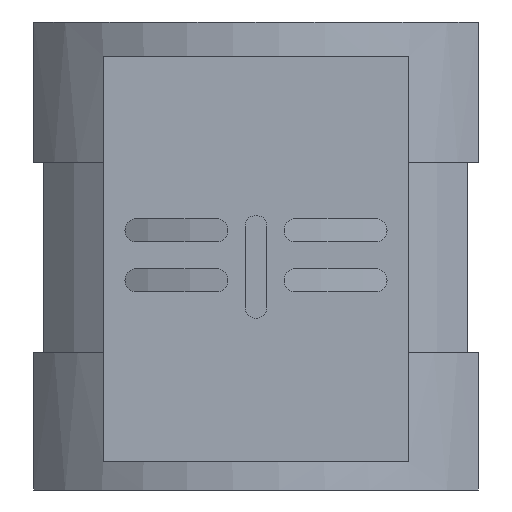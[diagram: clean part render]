
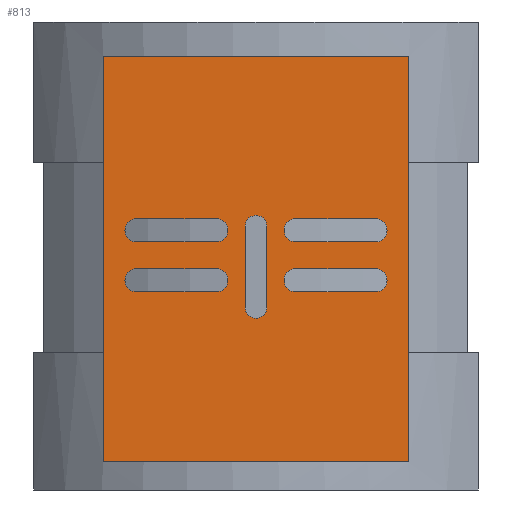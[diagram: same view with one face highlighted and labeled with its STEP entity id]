
A CAD part, front view. The second image highlights one B-rep face of the part: STEP entity #813.
In plain terms, the highlighted planar face has unit normal (0, -1, 0).
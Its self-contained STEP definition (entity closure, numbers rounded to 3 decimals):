
#34=FACE_BOUND('',#146,.T.);
#35=FACE_BOUND('',#147,.T.);
#36=FACE_BOUND('',#148,.T.);
#37=FACE_BOUND('',#149,.T.);
#38=FACE_BOUND('',#150,.T.);
#56=CIRCLE('',#861,3.75);
#57=CIRCLE('',#864,3.75);
#58=CIRCLE('',#867,3.75);
#59=CIRCLE('',#870,3.75);
#60=CIRCLE('',#872,3.75);
#61=CIRCLE('',#875,3.75);
#62=CIRCLE('',#878,3.75);
#63=CIRCLE('',#881,3.75);
#64=CIRCLE('',#885,3.5);
#65=CIRCLE('',#888,3.5);
#101=FACE_OUTER_BOUND('',#145,.T.);
#145=EDGE_LOOP('',(#684,#685,#686,#687));
#146=EDGE_LOOP('',(#688,#689,#690,#691));
#147=EDGE_LOOP('',(#692,#693,#694,#695));
#148=EDGE_LOOP('',(#696,#697,#698,#699));
#149=EDGE_LOOP('',(#700,#701,#702,#703));
#150=EDGE_LOOP('',(#704,#705,#706,#707));
#192=LINE('',#1241,#277);
#196=LINE('',#1250,#281);
#198=LINE('',#1257,#283);
#202=LINE('',#1266,#287);
#206=LINE('',#1278,#291);
#208=LINE('',#1284,#293);
#212=LINE('',#1294,#297);
#214=LINE('',#1300,#299);
#216=LINE('',#1305,#301);
#220=LINE('',#1314,#305);
#223=LINE('',#1323,#308);
#227=LINE('',#1330,#312);
#228=LINE('',#1333,#313);
#231=LINE('',#1337,#316);
#277=VECTOR('',#990,10.);
#281=VECTOR('',#1000,10.);
#283=VECTOR('',#1008,10.);
#287=VECTOR('',#1018,10.);
#291=VECTOR('',#1032,10.);
#293=VECTOR('',#1040,10.);
#297=VECTOR('',#1050,10.);
#299=VECTOR('',#1058,10.);
#301=VECTOR('',#1062,10.);
#305=VECTOR('',#1072,10.);
#308=VECTOR('',#1081,10.);
#312=VECTOR('',#1089,10.);
#313=VECTOR('',#1092,10.);
#316=VECTOR('',#1097,10.);
#374=VERTEX_POINT('',#1238);
#375=VERTEX_POINT('',#1240);
#376=VERTEX_POINT('',#1244);
#377=VERTEX_POINT('',#1248);
#378=VERTEX_POINT('',#1254);
#379=VERTEX_POINT('',#1256);
#380=VERTEX_POINT('',#1260);
#381=VERTEX_POINT('',#1264);
#382=VERTEX_POINT('',#1270);
#383=VERTEX_POINT('',#1272);
#384=VERTEX_POINT('',#1276);
#385=VERTEX_POINT('',#1280);
#386=VERTEX_POINT('',#1286);
#387=VERTEX_POINT('',#1288);
#388=VERTEX_POINT('',#1292);
#389=VERTEX_POINT('',#1296);
#390=VERTEX_POINT('',#1302);
#391=VERTEX_POINT('',#1304);
#392=VERTEX_POINT('',#1308);
#393=VERTEX_POINT('',#1312);
#395=VERTEX_POINT('',#1320);
#396=VERTEX_POINT('',#1322);
#397=VERTEX_POINT('',#1328);
#398=VERTEX_POINT('',#1332);
#457=EDGE_CURVE('',#375,#374,#192,.T.);
#460=EDGE_CURVE('',#374,#376,#56,.T.);
#462=EDGE_CURVE('',#376,#377,#196,.T.);
#463=EDGE_CURVE('',#377,#375,#57,.T.);
#465=EDGE_CURVE('',#379,#378,#198,.T.);
#468=EDGE_CURVE('',#378,#380,#58,.T.);
#470=EDGE_CURVE('',#380,#381,#202,.T.);
#471=EDGE_CURVE('',#381,#379,#59,.T.);
#473=EDGE_CURVE('',#383,#382,#60,.T.);
#476=EDGE_CURVE('',#382,#384,#206,.T.);
#478=EDGE_CURVE('',#384,#385,#61,.T.);
#479=EDGE_CURVE('',#385,#383,#208,.T.);
#481=EDGE_CURVE('',#387,#386,#62,.T.);
#484=EDGE_CURVE('',#386,#388,#212,.T.);
#486=EDGE_CURVE('',#388,#389,#63,.T.);
#487=EDGE_CURVE('',#389,#387,#214,.T.);
#489=EDGE_CURVE('',#391,#390,#216,.T.);
#492=EDGE_CURVE('',#390,#392,#64,.T.);
#494=EDGE_CURVE('',#392,#393,#220,.T.);
#495=EDGE_CURVE('',#393,#391,#65,.T.);
#498=EDGE_CURVE('',#395,#396,#223,.T.);
#503=EDGE_CURVE('',#397,#395,#227,.T.);
#504=EDGE_CURVE('',#398,#397,#228,.T.);
#507=EDGE_CURVE('',#396,#398,#231,.T.);
#684=ORIENTED_EDGE('',*,*,#507,.F.);
#685=ORIENTED_EDGE('',*,*,#498,.F.);
#686=ORIENTED_EDGE('',*,*,#503,.F.);
#687=ORIENTED_EDGE('',*,*,#504,.F.);
#688=ORIENTED_EDGE('',*,*,#457,.T.);
#689=ORIENTED_EDGE('',*,*,#460,.T.);
#690=ORIENTED_EDGE('',*,*,#462,.T.);
#691=ORIENTED_EDGE('',*,*,#463,.T.);
#692=ORIENTED_EDGE('',*,*,#465,.T.);
#693=ORIENTED_EDGE('',*,*,#468,.T.);
#694=ORIENTED_EDGE('',*,*,#470,.T.);
#695=ORIENTED_EDGE('',*,*,#471,.T.);
#696=ORIENTED_EDGE('',*,*,#473,.T.);
#697=ORIENTED_EDGE('',*,*,#476,.T.);
#698=ORIENTED_EDGE('',*,*,#478,.T.);
#699=ORIENTED_EDGE('',*,*,#479,.T.);
#700=ORIENTED_EDGE('',*,*,#481,.T.);
#701=ORIENTED_EDGE('',*,*,#484,.T.);
#702=ORIENTED_EDGE('',*,*,#486,.T.);
#703=ORIENTED_EDGE('',*,*,#487,.T.);
#704=ORIENTED_EDGE('',*,*,#489,.T.);
#705=ORIENTED_EDGE('',*,*,#492,.T.);
#706=ORIENTED_EDGE('',*,*,#494,.T.);
#707=ORIENTED_EDGE('',*,*,#495,.T.);
#777=PLANE('',#894);
#813=ADVANCED_FACE('',(#101,#34,#35,#36,#37,#38),#777,.F.);
#861=AXIS2_PLACEMENT_3D('',#1246,#995,#996);
#864=AXIS2_PLACEMENT_3D('',#1252,#1003,#1004);
#867=AXIS2_PLACEMENT_3D('',#1262,#1013,#1014);
#870=AXIS2_PLACEMENT_3D('',#1268,#1021,#1022);
#872=AXIS2_PLACEMENT_3D('',#1273,#1026,#1027);
#875=AXIS2_PLACEMENT_3D('',#1282,#1036,#1037);
#878=AXIS2_PLACEMENT_3D('',#1289,#1044,#1045);
#881=AXIS2_PLACEMENT_3D('',#1298,#1054,#1055);
#885=AXIS2_PLACEMENT_3D('',#1310,#1067,#1068);
#888=AXIS2_PLACEMENT_3D('',#1316,#1075,#1076);
#894=AXIS2_PLACEMENT_3D('',#1338,#1098,#1099);
#990=DIRECTION('',(1.,0.,0.));
#995=DIRECTION('center_axis',(0.,1.,0.));
#996=DIRECTION('ref_axis',(-1.,0.,0.));
#1000=DIRECTION('',(-1.,0.,0.));
#1003=DIRECTION('center_axis',(0.,1.,0.));
#1004=DIRECTION('ref_axis',(-1.,0.,0.));
#1008=DIRECTION('',(1.,0.,0.));
#1013=DIRECTION('center_axis',(0.,1.,0.));
#1014=DIRECTION('ref_axis',(-1.,0.,0.));
#1018=DIRECTION('',(-1.,0.,0.));
#1021=DIRECTION('center_axis',(0.,1.,0.));
#1022=DIRECTION('ref_axis',(-1.,0.,0.));
#1026=DIRECTION('center_axis',(0.,1.,0.));
#1027=DIRECTION('ref_axis',(-1.,0.,0.));
#1032=DIRECTION('',(-1.,0.,0.));
#1036=DIRECTION('center_axis',(0.,1.,0.));
#1037=DIRECTION('ref_axis',(-1.,0.,0.));
#1040=DIRECTION('',(1.,0.,0.));
#1044=DIRECTION('center_axis',(0.,1.,0.));
#1045=DIRECTION('ref_axis',(-1.,0.,0.));
#1050=DIRECTION('',(-1.,0.,0.));
#1054=DIRECTION('center_axis',(0.,1.,0.));
#1055=DIRECTION('ref_axis',(-1.,0.,0.));
#1058=DIRECTION('',(1.,0.,0.));
#1062=DIRECTION('',(0.,0.,1.));
#1067=DIRECTION('center_axis',(0.,1.,0.));
#1068=DIRECTION('ref_axis',(-1.,0.,0.));
#1072=DIRECTION('',(0.,0.,-1.));
#1075=DIRECTION('center_axis',(0.,1.,0.));
#1076=DIRECTION('ref_axis',(-1.,0.,0.));
#1081=DIRECTION('',(0.,0.,1.));
#1089=DIRECTION('',(-1.,0.,0.));
#1092=DIRECTION('',(0.,0.,-1.));
#1097=DIRECTION('',(1.,0.,0.));
#1098=DIRECTION('center_axis',(0.,1.,0.));
#1099=DIRECTION('ref_axis',(1.,0.,0.));
#1238=CARTESIAN_POINT('',(38.25,-1.,70.993));
#1240=CARTESIAN_POINT('',(12.75,-1.,70.993));
#1241=CARTESIAN_POINT('',(19.125,-1.,70.993));
#1244=CARTESIAN_POINT('',(38.25,-1.,63.493));
#1246=CARTESIAN_POINT('Origin',(38.25,-1.,67.243));
#1248=CARTESIAN_POINT('',(12.75,-1.,63.493));
#1250=CARTESIAN_POINT('',(6.375,-1.,63.493));
#1252=CARTESIAN_POINT('Origin',(12.75,-1.,67.243));
#1254=CARTESIAN_POINT('',(38.25,-1.,86.993));
#1256=CARTESIAN_POINT('',(12.75,-1.,86.993));
#1257=CARTESIAN_POINT('',(19.125,-1.,86.993));
#1260=CARTESIAN_POINT('',(38.25,-1.,79.493));
#1262=CARTESIAN_POINT('Origin',(38.25,-1.,83.243));
#1264=CARTESIAN_POINT('',(12.75,-1.,79.493));
#1266=CARTESIAN_POINT('',(6.375,-1.,79.493));
#1268=CARTESIAN_POINT('Origin',(12.75,-1.,83.243));
#1270=CARTESIAN_POINT('',(-12.75,-1.,79.493));
#1272=CARTESIAN_POINT('',(-12.75,-1.,86.993));
#1273=CARTESIAN_POINT('Origin',(-12.75,-1.,83.243));
#1276=CARTESIAN_POINT('',(-38.25,-1.,79.493));
#1278=CARTESIAN_POINT('',(-19.125,-1.,79.493));
#1280=CARTESIAN_POINT('',(-38.25,-1.,86.993));
#1282=CARTESIAN_POINT('Origin',(-38.25,-1.,83.243));
#1284=CARTESIAN_POINT('',(-6.375,-1.,86.993));
#1286=CARTESIAN_POINT('',(-12.75,-1.,63.493));
#1288=CARTESIAN_POINT('',(-12.75,-1.,70.993));
#1289=CARTESIAN_POINT('Origin',(-12.75,-1.,67.243));
#1292=CARTESIAN_POINT('',(-38.25,-1.,63.493));
#1294=CARTESIAN_POINT('',(-19.125,-1.,63.493));
#1296=CARTESIAN_POINT('',(-38.25,-1.,70.993));
#1298=CARTESIAN_POINT('Origin',(-38.25,-1.,67.243));
#1300=CARTESIAN_POINT('',(-6.375,-1.,70.993));
#1302=CARTESIAN_POINT('',(-3.5,-1.,84.5));
#1304=CARTESIAN_POINT('',(-3.5,-1.,58.5));
#1305=CARTESIAN_POINT('',(-3.5,-1.,79.25));
#1308=CARTESIAN_POINT('',(3.5,-1.,84.5));
#1310=CARTESIAN_POINT('Origin',(0.,-1.,84.5));
#1312=CARTESIAN_POINT('',(3.5,-1.,58.5));
#1314=CARTESIAN_POINT('',(3.5,-1.,66.25));
#1316=CARTESIAN_POINT('Origin',(0.,-1.,58.5));
#1320=CARTESIAN_POINT('',(-49.,-1.,9.));
#1322=CARTESIAN_POINT('',(-49.,-1.,139.));
#1323=CARTESIAN_POINT('',(-49.,-1.,39.));
#1328=CARTESIAN_POINT('',(49.,-1.,9.));
#1330=CARTESIAN_POINT('',(79.,-1.,9.));
#1332=CARTESIAN_POINT('',(49.,-1.,139.));
#1333=CARTESIAN_POINT('',(49.,-1.,109.));
#1337=CARTESIAN_POINT('',(-79.,-1.,139.));
#1338=CARTESIAN_POINT('Origin',(0.,-1.,74.));
